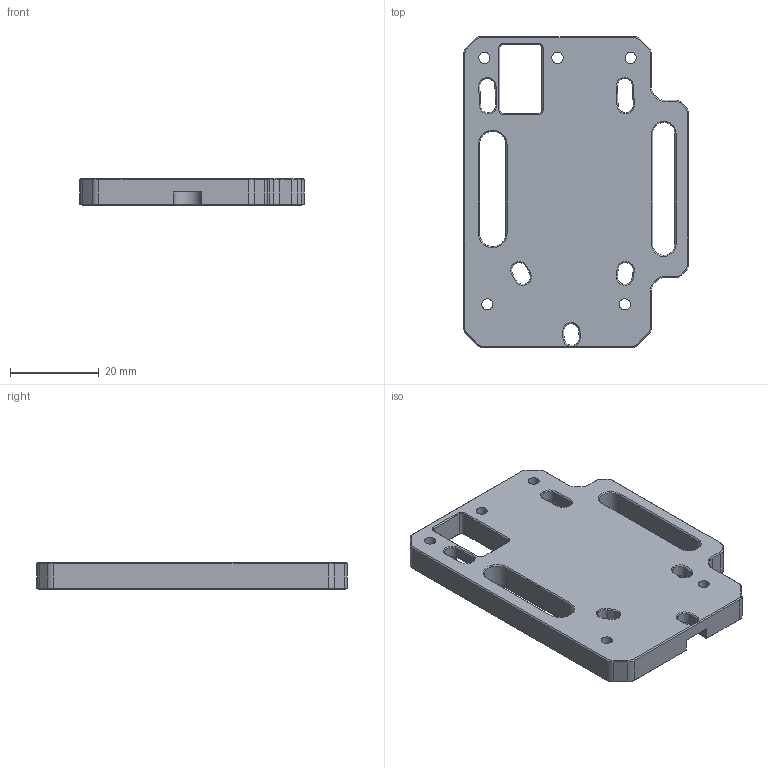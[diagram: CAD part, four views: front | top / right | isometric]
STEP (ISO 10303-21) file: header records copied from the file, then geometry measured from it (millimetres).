
FILE_DESCRIPTION(/* description */ (''),/* implementation_level */ '2;1');
FILE_NAME(/* name */ 'sfp_extruder_plate.step',/* time_stamp */ '2021-03-13T19:50:29+07:00',/* author */ (''),/* organization */ (''),/* preprocessor_version */ 'ST-DEVELOPER v18.1',/* originating_system */ 'Autodesk Translation Framework v9.10.0.1330',/* authorisation */ '');
FILE_SCHEMA (('AUTOMOTIVE_DESIGN { 1 0 10303 214 3 1 1 }'));
Length unit declared in the file: millimetre
Products named in the file (1): SFP Extruder Alu Plate
Bounding box: 50.6 x 70.11 x 6 mm (x, y, z)
Volume: 14743.5 mm3; surface area: 8652.3 mm2
Topology: 1 solids, 1 shells, 310 faces, 726 edges, 418 vertices
Faces by surface type: plane 159, cone 97, cylinder 52, bspline 2
Full cylindrical faces by diameter (mm): 2.529 x5
Entity records: 8755 total; most frequent: CARTESIAN_POINT 1541, DIRECTION 1537, ORIENTED_EDGE 1452, EDGE_CURVE 726, AXIS2_PLACEMENT_3D 513, LINE 511, VECTOR 511, VERTEX_POINT 418
